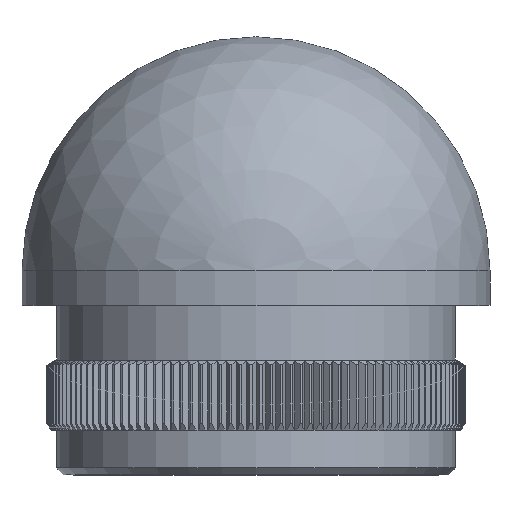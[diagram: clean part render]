
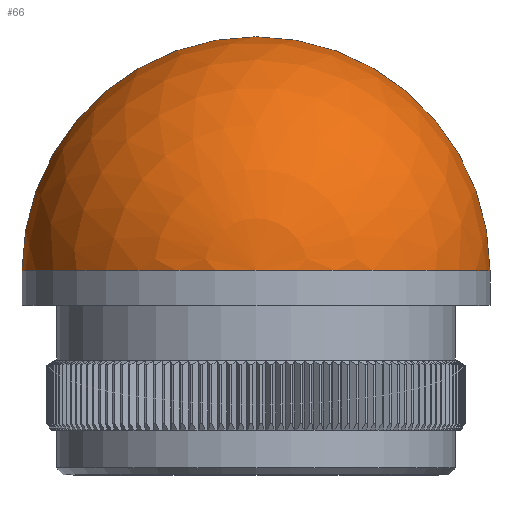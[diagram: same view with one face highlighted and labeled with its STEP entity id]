
A CAD part, top view. The second image highlights one B-rep face of the part: STEP entity #66.
In plain terms, the highlighted spherical face has radius 16.85 mm.
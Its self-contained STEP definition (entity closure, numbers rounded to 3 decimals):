
#66 = ADVANCED_FACE ( 'NONE', ( #4259 ), #14985, .T. ) ;
#1257 = ORIENTED_EDGE ( 'NONE', *, *, #4519, .F. ) ;
#1552 = CARTESIAN_POINT ( 'NONE',  ( -16.85, 14.7, 0. ) ) ;
#1917 = AXIS2_PLACEMENT_3D ( 'NONE', #8384, #30037, #20141 ) ;
#2244 = ORIENTED_EDGE ( 'NONE', *, *, #7526, .F. ) ;
#3803 = DIRECTION ( 'NONE',  ( 0., 0., -1. ) ) ;
#4053 = CIRCLE ( 'NONE', #11932, 16.85 ) ;
#4259 = FACE_OUTER_BOUND ( 'NONE', #8757, .T. ) ;
#4519 = EDGE_CURVE ( 'NONE', #25154, #24667, #4053, .T. ) ;
#5000 = CARTESIAN_POINT ( 'NONE',  ( 0., 14.7, 0. ) ) ;
#7526 = EDGE_CURVE ( 'NONE', #14655, #25154, #17769, .T. ) ;
#8384 = CARTESIAN_POINT ( 'NONE',  ( 0., 14.7, 0. ) ) ;
#8757 = EDGE_LOOP ( 'NONE', ( #2244, #17645, #1257 ) ) ;
#9309 = CARTESIAN_POINT ( 'NONE',  ( 0., 31.55, 0. ) ) ;
#11932 = AXIS2_PLACEMENT_3D ( 'NONE', #5000, #19255, #24176 ) ;
#11975 = AXIS2_PLACEMENT_3D ( 'NONE', #25666, #3803, #30597 ) ;
#14622 = AXIS2_PLACEMENT_3D ( 'NONE', #18943, #21390, #31074 ) ;
#14655 = VERTEX_POINT ( 'NONE', #9309 ) ;
#14985 = SPHERICAL_SURFACE ( 'NONE', #1917, 16.85 ) ;
#16170 = CARTESIAN_POINT ( 'NONE',  ( 16.85, 14.7, 0. ) ) ;
#17645 = ORIENTED_EDGE ( 'NONE', *, *, #23538, .T. ) ;
#17769 = CIRCLE ( 'NONE', #11975, 16.85 ) ;
#18943 = CARTESIAN_POINT ( 'NONE',  ( 0., 14.7, 0. ) ) ;
#19255 = DIRECTION ( 'NONE',  ( 0., -1., 0. ) ) ;
#20141 = DIRECTION ( 'NONE',  ( 1., 0., 0. ) ) ;
#21390 = DIRECTION ( 'NONE',  ( 0., 0., 1. ) ) ;
#23538 = EDGE_CURVE ( 'NONE', #14655, #24667, #24301, .T. ) ;
#24176 = DIRECTION ( 'NONE',  ( 1., 0., 0. ) ) ;
#24301 = CIRCLE ( 'NONE', #14622, 16.85 ) ;
#24667 = VERTEX_POINT ( 'NONE', #1552 ) ;
#25154 = VERTEX_POINT ( 'NONE', #16170 ) ;
#25666 = CARTESIAN_POINT ( 'NONE',  ( 0., 14.7, 0. ) ) ;
#30037 = DIRECTION ( 'NONE',  ( 0., 0., 1. ) ) ;
#30597 = DIRECTION ( 'NONE',  ( -1., 0., 0. ) ) ;
#31074 = DIRECTION ( 'NONE',  ( 1., 0., 0. ) ) ;
